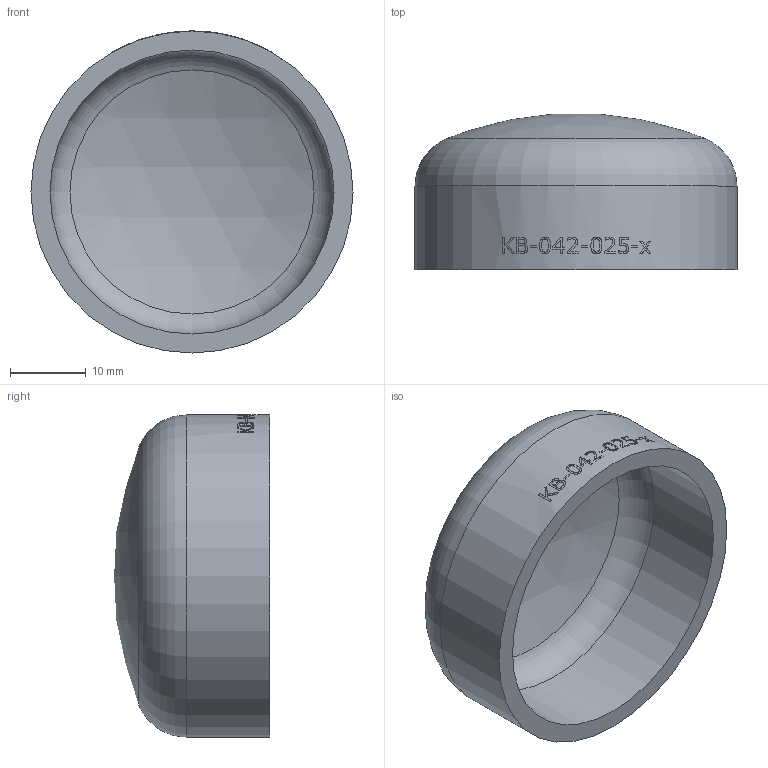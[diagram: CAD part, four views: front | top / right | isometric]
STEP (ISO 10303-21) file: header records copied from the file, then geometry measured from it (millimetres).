
FILE_DESCRIPTION (( 'STEP AP214' ), '1' );
FILE_NAME ('KB-042-025-x Klöpperboden 2001.STEP', '2020-01-20T14:30:14', ( '' ), ( '' ), 'SwSTEP 2.0', 'SolidWorks 2016', '' );
FILE_SCHEMA (( 'AUTOMOTIVE_DESIGN' ));
Length unit declared in the file: millimetre
Products named in the file (1): KB-042-025-x Klöpperboden 2001
Bounding box: 42.4 x 20.49 x 42.4 mm (x, y, z)
Volume: 7599.5 mm3; surface area: 6409.7 mm2
Topology: 1 solids, 1 shells, 171 faces, 451 edges, 300 vertices
Faces by surface type: bspline 83, plane 65, cylinder 19, torus 2, sphere 2
Full cylindrical faces by diameter (mm): 37.4 x1, 42.4 x1
Entity records: 14900 total; most frequent: CARTESIAN_POINT 9596, ORIENTED_EDGE 894, EDGE_CURVE 447, DIRECTION 433, VERTEX_POINT 300, B_SPLINE_CURVE_WITH_KNOTS 268, EDGE_LOOP 193, FACE_OUTER_BOUND 175
